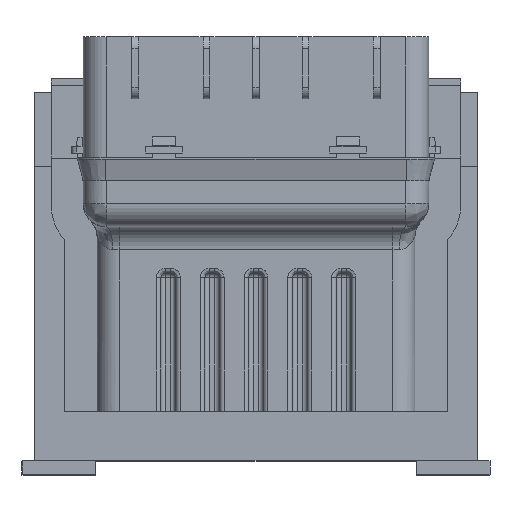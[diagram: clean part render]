
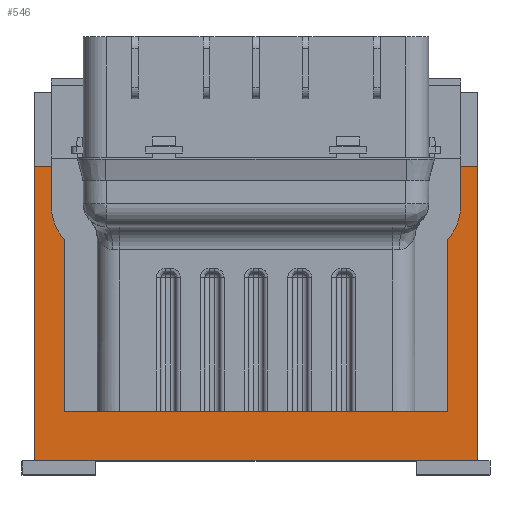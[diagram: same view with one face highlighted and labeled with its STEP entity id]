
A CAD part, top view. The second image highlights one B-rep face of the part: STEP entity #546.
In plain terms, the highlighted planar face has unit normal (0, 0, 1).
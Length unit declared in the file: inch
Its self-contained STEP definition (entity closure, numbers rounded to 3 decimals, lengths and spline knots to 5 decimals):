
#486 = LINE ( 'NONE', #15915, #4908 ) ;
#546 = ADVANCED_FACE ( 'NONE', ( #3121 ), #12232, .F. ) ;
#562 = VECTOR ( 'NONE', #10021, 39.37008 ) ;
#993 = DIRECTION ( 'NONE',  ( 0., 0., -1. ) ) ;
#1353 = ORIENTED_EDGE ( 'NONE', *, *, #8000, .T. ) ;
#1842 = CARTESIAN_POINT ( 'NONE',  ( -1.83146, -0.75596, 0.62992 ) ) ;
#1992 = VERTEX_POINT ( 'NONE', #23561 ) ;
#2556 = LINE ( 'NONE', #14728, #21857 ) ;
#3121 = FACE_OUTER_BOUND ( 'NONE', #11608, .T. ) ;
#3422 = EDGE_CURVE ( 'NONE', #1992, #5783, #486, .T. ) ;
#3748 = VERTEX_POINT ( 'NONE', #24249 ) ;
#4306 = LINE ( 'NONE', #1842, #8662 ) ;
#4908 = VECTOR ( 'NONE', #17802, 39.37008 ) ;
#5003 = CARTESIAN_POINT ( 'NONE',  ( 1.94807, -0.75596, 0.62992 ) ) ;
#5103 = ORIENTED_EDGE ( 'NONE', *, *, #9258, .T. ) ;
#5783 = VERTEX_POINT ( 'NONE', #10280 ) ;
#5891 = CARTESIAN_POINT ( 'NONE',  ( 1.94807, 1.76372, 0.62992 ) ) ;
#7489 = VERTEX_POINT ( 'NONE', #5003 ) ;
#8000 = EDGE_CURVE ( 'NONE', #1992, #3748, #2556, .T. ) ;
#8662 = VECTOR ( 'NONE', #16841, 39.37008 ) ;
#9258 = EDGE_CURVE ( 'NONE', #3748, #7489, #4306, .T. ) ;
#10021 = DIRECTION ( 'NONE',  ( 0., -1., 0. ) ) ;
#10280 = CARTESIAN_POINT ( 'NONE',  ( 1.94807, 1.76372, 0.62992 ) ) ;
#10714 = ORIENTED_EDGE ( 'NONE', *, *, #17859, .F. ) ;
#11154 = ORIENTED_EDGE ( 'NONE', *, *, #3422, .F. ) ;
#11608 = EDGE_LOOP ( 'NONE', ( #5103, #10714, #11154, #1353 ) ) ;
#12232 = PLANE ( 'NONE',  #17018 ) ;
#12851 = DIRECTION ( 'NONE',  ( 0., -1., 0. ) ) ;
#14103 = DIRECTION ( 'NONE',  ( -1., 0., 0. ) ) ;
#14728 = CARTESIAN_POINT ( 'NONE',  ( -1.83146, 1.76372, 0.62992 ) ) ;
#15524 = LINE ( 'NONE', #5891, #562 ) ;
#15915 = CARTESIAN_POINT ( 'NONE',  ( -1.83146, 1.76372, 0.62992 ) ) ;
#16841 = DIRECTION ( 'NONE',  ( 1., 0., 0. ) ) ;
#17018 = AXIS2_PLACEMENT_3D ( 'NONE', #23422, #993, #14103 ) ;
#17802 = DIRECTION ( 'NONE',  ( 1., 0., 0. ) ) ;
#17859 = EDGE_CURVE ( 'NONE', #5783, #7489, #15524, .T. ) ;
#21857 = VECTOR ( 'NONE', #12851, 39.37008 ) ;
#23422 = CARTESIAN_POINT ( 'NONE',  ( -1.83146, 1.76372, 0.62992 ) ) ;
#23561 = CARTESIAN_POINT ( 'NONE',  ( -1.83146, 1.76372, 0.62992 ) ) ;
#24249 = CARTESIAN_POINT ( 'NONE',  ( -1.83146, -0.75596, 0.62992 ) ) ;
